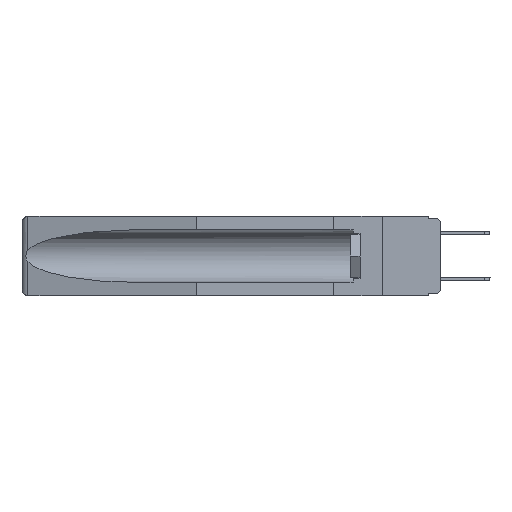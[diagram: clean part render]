
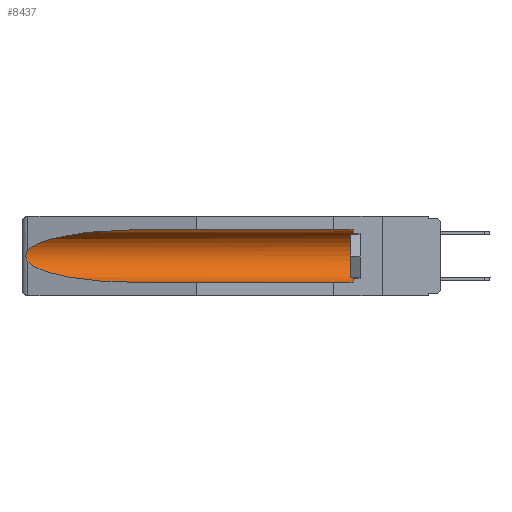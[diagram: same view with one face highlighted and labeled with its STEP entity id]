
A CAD part, left-side view. The second image highlights one B-rep face of the part: STEP entity #8437.
In plain terms, the highlighted cylindrical face has radius 2.857 mm (diameter 5.715 mm), a partial arc.
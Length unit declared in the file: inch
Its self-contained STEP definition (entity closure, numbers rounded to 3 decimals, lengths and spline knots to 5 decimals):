
#84 = CARTESIAN_POINT ( 'NONE',  ( 0.21114, 1.30732, -0.059 ) ) ;
#217 = CARTESIAN_POINT ( 'NONE',  ( 0.26537, 1.52718, -0.14972 ) ) ;
#310 = CARTESIAN_POINT ( 'NONE',  ( 0.155, -0.30754, -0.284 ) ) ;
#374 = VERTEX_POINT ( 'NONE', #18486 ) ;
#400 = CARTESIAN_POINT ( 'NONE',  ( 0.21114, 1.30732, -0.284 ) ) ;
#644 = VECTOR ( 'NONE', #13096, 39.37008 ) ;
#649 = CARTESIAN_POINT ( 'NONE',  ( 0.2673, 1.53269, -0.17917 ) ) ;
#972 = CARTESIAN_POINT ( 'NONE',  ( 0.26537, 1.52718, -0.19328 ) ) ;
#1506 = CARTESIAN_POINT ( 'NONE',  ( 0.155, -0.30754, -0.1715 ) ) ;
#1878 = AXIS2_PLACEMENT_3D ( 'NONE', #5919, #13127, #14579 ) ;
#2055 = CIRCLE ( 'NONE', #1878, 0.1125 ) ;
#3002 = CARTESIAN_POINT ( 'NONE',  ( 0.155, -0.30754, -0.059 ) ) ;
#3058 = CARTESIAN_POINT ( 'NONE',  ( 0.25451, 1.48313, -0.09465 ) ) ;
#3294 = LINE ( 'NONE', #310, #13019 ) ;
#3502 = EDGE_CURVE ( 'NONE', #15284, #11715, #16751, .T. ) ;
#3512 = CARTESIAN_POINT ( 'NONE',  ( 0.2673, 1.5327, -0.16383 ) ) ;
#3823 =( BOUNDED_CURVE ( )  B_SPLINE_CURVE ( 3, ( #10234, #84, #3058, #14898 ),
 .UNSPECIFIED., .F., .F. ) 
 B_SPLINE_CURVE_WITH_KNOTS ( ( 4, 4 ),
 ( 4.71239, 6.08839 ),
 .UNSPECIFIED. ) 
 CURVE ( )  GEOMETRIC_REPRESENTATION_ITEM ( )  RATIONAL_B_SPLINE_CURVE ( ( 1., 0.848, 0.848, 1. ) ) 
 REPRESENTATION_ITEM ( '' )  );
#4526 = FACE_OUTER_BOUND ( 'NONE', #10095, .T. ) ;
#5487 = CARTESIAN_POINT ( 'NONE',  ( 0.155, 1.07973, -0.284 ) ) ;
#5919 = CARTESIAN_POINT ( 'NONE',  ( 0.155, 0.126, -0.1715 ) ) ;
#5936 = VERTEX_POINT ( 'NONE', #16568 ) ;
#6303 = ORIENTED_EDGE ( 'NONE', *, *, #13117, .T. ) ;
#6705 = CARTESIAN_POINT ( 'NONE',  ( 0.26655, 1.53094, -0.18657 ) ) ;
#7846 = EDGE_CURVE ( 'NONE', #18928, #374, #11474, .T. ) ;
#7921 = CARTESIAN_POINT ( 'NONE',  ( 0.26537, 1.52718, -0.14972 ) ) ;
#7983 = CARTESIAN_POINT ( 'NONE',  ( 0.26537, 1.52718, -0.19328 ) ) ;
#8041 = CARTESIAN_POINT ( 'NONE',  ( 0.26597, 1.52961, -0.15275 ) ) ;
#8149 = ORIENTED_EDGE ( 'NONE', *, *, #12205, .T. ) ;
#8289 = ORIENTED_EDGE ( 'NONE', *, *, #18059, .T. ) ;
#8437 = ADVANCED_FACE ( 'NONE', ( #4526 ), #10535, .F. ) ;
#9401 = CARTESIAN_POINT ( 'NONE',  ( 0.26537, 1.52718, -0.19328 ) ) ;
#10095 = EDGE_LOOP ( 'NONE', ( #8289, #8149, #13904, #15904, #6303, #10738 ) ) ;
#10234 = CARTESIAN_POINT ( 'NONE',  ( 0.155, 1.07973, -0.059 ) ) ;
#10535 = CYLINDRICAL_SURFACE ( 'NONE', #19017, 0.1125 ) ;
#10716 = CARTESIAN_POINT ( 'NONE',  ( 0.155, 0.126, -0.059 ) ) ;
#10738 = ORIENTED_EDGE ( 'NONE', *, *, #7846, .T. ) ;
#10895 = CARTESIAN_POINT ( 'NONE',  ( 0.26654, 1.53092, -0.15636 ) ) ;
#11474 = LINE ( 'NONE', #3002, #644 ) ;
#11715 = VERTEX_POINT ( 'NONE', #5487 ) ;
#11771 = DIRECTION ( 'NONE',  ( 0., 1., 0. ) ) ;
#12143 = DIRECTION ( 'NONE',  ( 0., 1., 0. ) ) ;
#12205 = EDGE_CURVE ( 'NONE', #17555, #15284, #17601, .T. ) ;
#13019 = VECTOR ( 'NONE', #12143, 39.37008 ) ;
#13096 = DIRECTION ( 'NONE',  ( 0., 1., 0. ) ) ;
#13117 = EDGE_CURVE ( 'NONE', #5936, #18928, #2055, .T. ) ;
#13127 = DIRECTION ( 'NONE',  ( 0., -1., 0. ) ) ;
#13904 = ORIENTED_EDGE ( 'NONE', *, *, #3502, .T. ) ;
#14579 = DIRECTION ( 'NONE',  ( 0., 0., 1. ) ) ;
#14711 = DIRECTION ( 'NONE',  ( 0., 0., 1. ) ) ;
#14898 = CARTESIAN_POINT ( 'NONE',  ( 0.26537, 1.52718, -0.14972 ) ) ;
#14937 = EDGE_CURVE ( 'NONE', #5936, #11715, #3294, .T. ) ;
#15284 = VERTEX_POINT ( 'NONE', #972 ) ;
#15563 = CARTESIAN_POINT ( 'NONE',  ( 0.2675, 1.53308, -0.17534 ) ) ;
#15904 = ORIENTED_EDGE ( 'NONE', *, *, #14937, .F. ) ;
#16568 = CARTESIAN_POINT ( 'NONE',  ( 0.155, 0.126, -0.284 ) ) ;
#16751 =( BOUNDED_CURVE ( )  B_SPLINE_CURVE ( 3, ( #9401, #17686, #400, #18027 ),
 .UNSPECIFIED., .F., .F. ) 
 B_SPLINE_CURVE_WITH_KNOTS ( ( 4, 4 ),
 ( 0.1948, 1.5708 ),
 .UNSPECIFIED. ) 
 CURVE ( )  GEOMETRIC_REPRESENTATION_ITEM ( )  RATIONAL_B_SPLINE_CURVE ( ( 1., 0.848, 0.848, 1. ) ) 
 REPRESENTATION_ITEM ( '' )  );
#16848 = CARTESIAN_POINT ( 'NONE',  ( 0.2675, 1.53308, -0.16763 ) ) ;
#17045 = CARTESIAN_POINT ( 'NONE',  ( 0.26597, 1.5296, -0.19026 ) ) ;
#17555 = VERTEX_POINT ( 'NONE', #217 ) ;
#17601 = B_SPLINE_CURVE_WITH_KNOTS ( 'NONE', 3,
 ( #7921, #8041, #10895, #3512, #16848, #15563, #649, #6705, #17045, #7983 ),
 .UNSPECIFIED., .F., .F.,
 ( 4, 2, 2, 2, 4 ),
 ( 0., 0.00029, 0.00058, 0.00087, 0.00117 ),
 .UNSPECIFIED. ) ;
#17686 = CARTESIAN_POINT ( 'NONE',  ( 0.25451, 1.48313, -0.24835 ) ) ;
#18027 = CARTESIAN_POINT ( 'NONE',  ( 0.155, 1.07973, -0.284 ) ) ;
#18059 = EDGE_CURVE ( 'NONE', #374, #17555, #3823, .T. ) ;
#18486 = CARTESIAN_POINT ( 'NONE',  ( 0.155, 1.07973, -0.059 ) ) ;
#18928 = VERTEX_POINT ( 'NONE', #10716 ) ;
#19017 = AXIS2_PLACEMENT_3D ( 'NONE', #1506, #11771, #14711 ) ;
